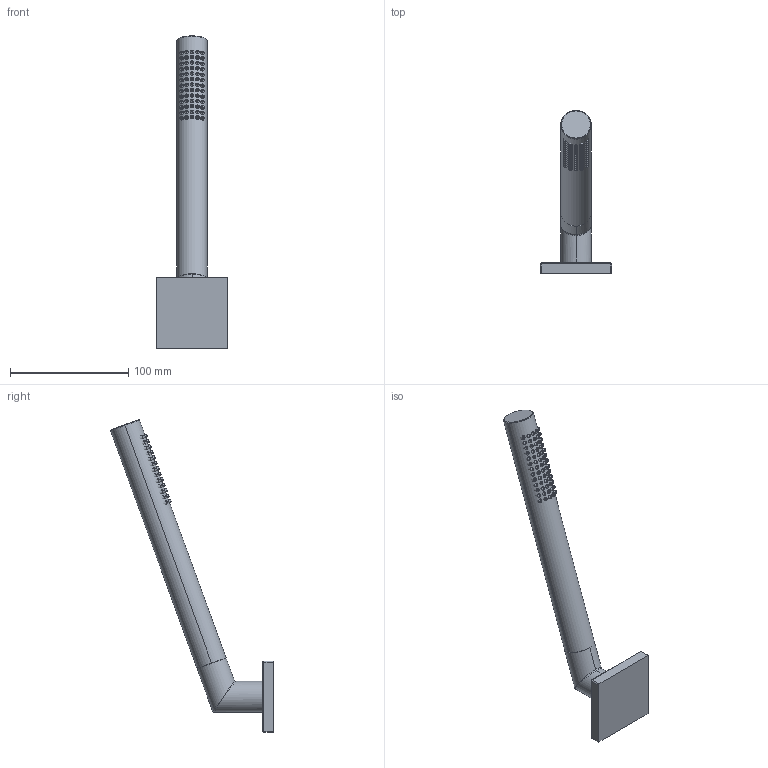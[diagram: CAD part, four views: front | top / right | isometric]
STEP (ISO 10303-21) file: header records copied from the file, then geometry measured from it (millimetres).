
FILE_DESCRIPTION (( 'STEP AP214' ), '1' );
FILE_NAME ('27702980.STEP', '2017-07-10T06:33:40', ( '' ), ( '' ), 'SwSTEP 2.0', 'SolidWorks 2014', '' );
FILE_SCHEMA (( 'AUTOMOTIVE_DESIGN' ));
Length unit declared in the file: millimetre
Products named in the file (7): Planungsmodell_Nippel-+-27.532.780-01_ _K2_D26x34,8x30x110ø; Planungsmodell_Abdeckung-+-33.543.780-01_ _K38_60x9x60; 27702980; Planungsmodell_Handbrause-+-04.12.11.140.10_01_K1; Planungsmodell_Einsatz-+-04.12.11.140.10_03_K1; Planungsmodell_Einsatz-+-04.12.11.140.10_02_K1; Planungsmodell_Koerper-+-04.12.11.140.10_04_K1
Assembly tree (6 placements, depth 4):
  27702980
    Planungsmodell_Abdeckung-+-33.543.780-01_ _K38_60x9x60
    Planungsmodell_Nippel-+-27.532.780-01_ _K2_D26x34,8x30x110ø
    Planungsmodell_Handbrause-+-04.12.11.140.10_01_K1
      Planungsmodell_Koerper-+-04.12.11.140.10_04_K1
      Planungsmodell_Einsatz-+-04.12.11.140.10_03_K1
        Planungsmodell_Einsatz-+-04.12.11.140.10_02_K1
Bounding box: 60 x 137.61 x 263.73 mm (x, y, z)
Volume: 189697.1 mm3; surface area: 40320.7 mm2
Topology: 4 solids, 4 shells, 370 faces, 746 edges, 442 vertices
Faces by surface type: cylinder 148, torus 136, plane 80, sphere 4, bspline 2
Entity records: 12916 total; most frequent: CARTESIAN_POINT 4923, DIRECTION 1792, ORIENTED_EDGE 1476, AXIS2_PLACEMENT_3D 813, EDGE_CURVE 738, VERTEX_POINT 442, EDGE_LOOP 436, CIRCLE 434
